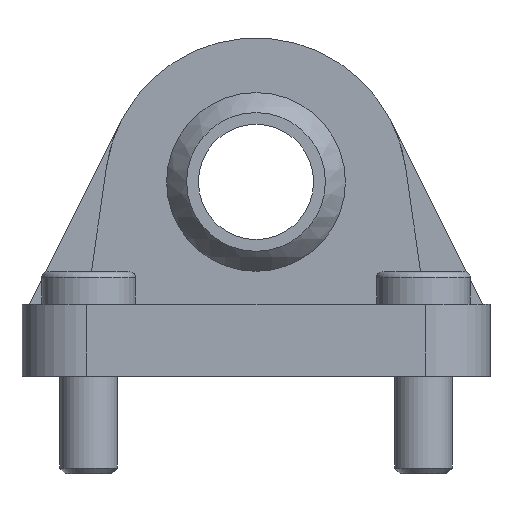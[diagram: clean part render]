
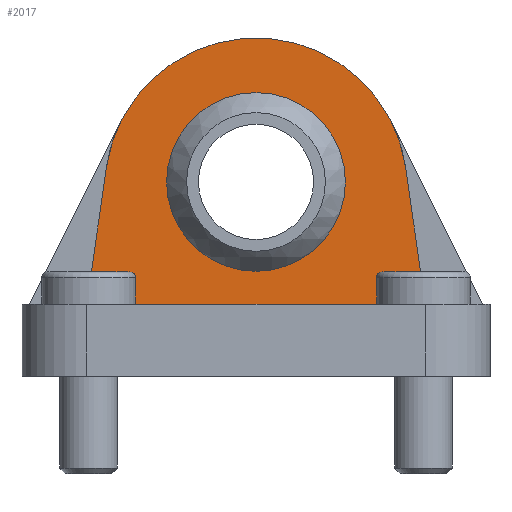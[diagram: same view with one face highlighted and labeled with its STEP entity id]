
A CAD part, left-side view. The second image highlights one B-rep face of the part: STEP entity #2017.
In plain terms, the highlighted planar face has unit normal (-1, 0, 0).
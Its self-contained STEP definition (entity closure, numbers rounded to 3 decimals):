
#108=LINE('',#3165,#251);
#114=LINE('',#3181,#257);
#161=LINE('',#3319,#304);
#163=LINE('',#3323,#306);
#251=VECTOR('',#2558,16.5);
#257=VECTOR('',#2570,16.5);
#304=VECTOR('',#2703,19.164);
#306=VECTOR('',#2707,19.164);
#418=FACE_BOUND('',#697,.T.);
#527=FACE_OUTER_BOUND('',#696,.T.);
#696=EDGE_LOOP('',(#1622,#1623,#1624,#1625,#1626,#1627));
#697=EDGE_LOOP('',(#1628));
#777=CIRCLE('',#2161,13.25);
#793=CIRCLE('',#2184,12.412);
#804=CIRCLE('',#2217,21.);
#916=VERTEX_POINT('',#3153);
#917=VERTEX_POINT('',#3154);
#920=VERTEX_POINT('',#3164);
#927=VERTEX_POINT('',#3179);
#947=VERTEX_POINT('',#3228);
#975=VERTEX_POINT('',#3317);
#976=VERTEX_POINT('',#3322);
#1122=EDGE_CURVE('',#916,#917,#777,.T.);
#1127=EDGE_CURVE('',#916,#920,#108,.T.);
#1136=EDGE_CURVE('',#927,#917,#114,.T.);
#1159=EDGE_CURVE('',#947,#947,#793,.T.);
#1203=EDGE_CURVE('',#975,#927,#161,.T.);
#1205=EDGE_CURVE('',#920,#976,#163,.T.);
#1215=EDGE_CURVE('',#976,#975,#804,.T.);
#1622=ORIENTED_EDGE('',*,*,#1205,.F.);
#1623=ORIENTED_EDGE('',*,*,#1127,.F.);
#1624=ORIENTED_EDGE('',*,*,#1122,.T.);
#1625=ORIENTED_EDGE('',*,*,#1136,.F.);
#1626=ORIENTED_EDGE('',*,*,#1203,.F.);
#1627=ORIENTED_EDGE('',*,*,#1215,.F.);
#1628=ORIENTED_EDGE('',*,*,#1159,.T.);
#1785=PLANE('',#2216);
#2017=ADVANCED_FACE('',(#527,#418),#1785,.F.);
#2161=AXIS2_PLACEMENT_3D('',#3155,#2547,#2548);
#2184=AXIS2_PLACEMENT_3D('',#3229,#2614,#2615);
#2216=AXIS2_PLACEMENT_3D('',#3340,#2723,#2724);
#2217=AXIS2_PLACEMENT_3D('',#3341,#2725,#2726);
#2547=DIRECTION('center_axis',(-1.,0.,0.));
#2548=DIRECTION('ref_axis',(0.,0.,
-1.));
#2558=DIRECTION('',(0.,1.,0.));
#2570=DIRECTION('',(0.,1.,0.));
#2614=DIRECTION('center_axis',(1.,0.,0.));
#2615=DIRECTION('ref_axis',(0.,0.,
-1.));
#2703=DIRECTION('',(0.,-0.141,-0.99));
#2707=DIRECTION('',(0.,-0.141,0.99));
#2723=DIRECTION('center_axis',(1.,0.,0.));
#2724=DIRECTION('ref_axis',(0.,0.,
-1.));
#2725=DIRECTION('center_axis',(1.,0.,0.));
#2726=DIRECTION('ref_axis',(0.,0.99,0.141));
#3153=CARTESIAN_POINT('',(-7.,7.,10.));
#3154=CARTESIAN_POINT('',(-7.,-7.,10.));
#3155=CARTESIAN_POINT('Origin',(-7.,0.,
21.25));
#3164=CARTESIAN_POINT('',(-7.,23.5,10.));
#3165=CARTESIAN_POINT('',(-7.,0.,10.));
#3179=CARTESIAN_POINT('',(-7.,-23.5,10.));
#3181=CARTESIAN_POINT('',(-7.,0.,10.));
#3228=CARTESIAN_POINT('',(-7.,0.,39.412));
#3229=CARTESIAN_POINT('Origin',(-7.,0.,27.));
#3317=CARTESIAN_POINT('',(-7.,-20.789,28.971));
#3319=CARTESIAN_POINT('',(-7.,-20.789,28.971));
#3322=CARTESIAN_POINT('',(-7.,20.789,28.971));
#3323=CARTESIAN_POINT('',(-7.,23.5,10.));
#3340=CARTESIAN_POINT('Origin',(-7.,0.,
24.644));
#3341=CARTESIAN_POINT('Origin',(-7.,0.,
26.));
